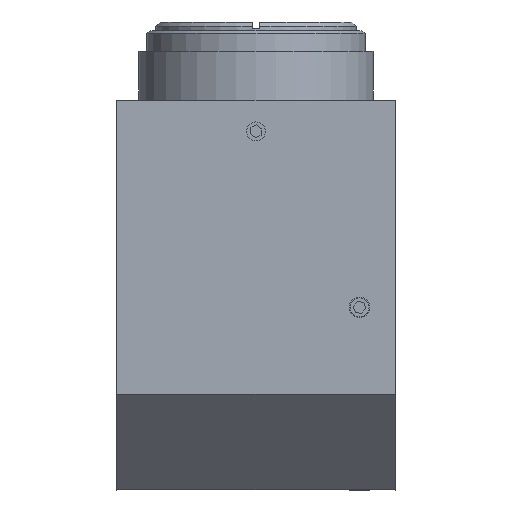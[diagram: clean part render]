
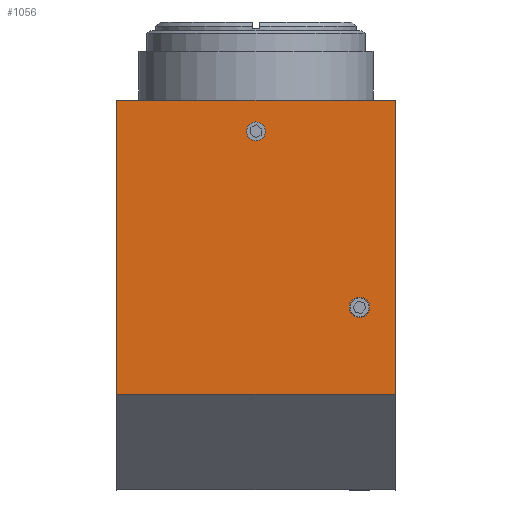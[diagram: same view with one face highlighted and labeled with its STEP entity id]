
A CAD part, left-side view. The second image highlights one B-rep face of the part: STEP entity #1056.
In plain terms, the highlighted planar face has unit normal (-1, 0, 0).
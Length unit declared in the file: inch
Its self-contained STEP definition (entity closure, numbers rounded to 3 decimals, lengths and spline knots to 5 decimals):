
#457=CARTESIAN_POINT('',(0.,0.625,1.6525));
#458=VERTEX_POINT('',#457);
#459=CARTESIAN_POINT('',(0.,0.625,1.61));
#460=DIRECTION('',(1.0,0.0,0.0));
#461=DIRECTION('',(0.0,0.0,1.0));
#462=AXIS2_PLACEMENT_3D('',#459,#460,#461);
#463=CIRCLE('',#462,0.0425);
#464=EDGE_CURVE('',#458,#458,#463,.T.);
#495=CARTESIAN_POINT('',(0.,0.16,0.7775));
#496=VERTEX_POINT('',#495);
#497=CARTESIAN_POINT('',(0.,0.16,0.82));
#498=DIRECTION('',(1.0,0.0,0.0));
#499=DIRECTION('',(0.0,0.0,1.0));
#500=AXIS2_PLACEMENT_3D('',#497,#498,#499);
#501=CIRCLE('',#500,0.0425);
#502=EDGE_CURVE('',#496,#496,#501,.T.);
#985=CARTESIAN_POINT('',(0.0,0.0,0.43));
#986=VERTEX_POINT('',#985);
#995=CARTESIAN_POINT('',(0.,1.25,0.43));
#996=VERTEX_POINT('',#995);
#997=CARTESIAN_POINT('',(0.,1.25,0.43));
#998=DIRECTION('',(0.0,-1.0,0.0));
#999=VECTOR('',#998,1.25);
#1000=LINE('',#997,#999);
#1001=EDGE_CURVE('',#996,#986,#1000,.T.);
#1020=CARTESIAN_POINT('',(0.0,0.0,0.0));
#1021=DIRECTION('',(-1.0,0.0,0.0));
#1022=DIRECTION('',(0.0,0.0,1.0));
#1023=AXIS2_PLACEMENT_3D('',#1020,#1021,#1022);
#1024=PLANE('',#1023);
#1025=ORIENTED_EDGE('',*,*,#1001,.T.);
#1026=CARTESIAN_POINT('',(0.0,0.0,1.75));
#1027=VERTEX_POINT('',#1026);
#1028=CARTESIAN_POINT('',(0.0,0.0,0.43));
#1029=DIRECTION('',(0.0,0.0,1.0));
#1030=VECTOR('',#1029,1.32);
#1031=LINE('',#1028,#1030);
#1032=EDGE_CURVE('',#986,#1027,#1031,.T.);
#1033=ORIENTED_EDGE('',*,*,#1032,.T.);
#1034=CARTESIAN_POINT('',(0.,1.25,1.75));
#1035=VERTEX_POINT('',#1034);
#1036=CARTESIAN_POINT('',(0.,0.0,1.75));
#1037=DIRECTION('',(0.0,1.0,0.0));
#1038=VECTOR('',#1037,1.25);
#1039=LINE('',#1036,#1038);
#1040=EDGE_CURVE('',#1027,#1035,#1039,.T.);
#1041=ORIENTED_EDGE('',*,*,#1040,.T.);
#1042=CARTESIAN_POINT('',(0.,1.25,0.43));
#1043=DIRECTION('',(0.0,0.0,1.0));
#1044=VECTOR('',#1043,1.32);
#1045=LINE('',#1042,#1044);
#1046=EDGE_CURVE('',#996,#1035,#1045,.T.);
#1047=ORIENTED_EDGE('',*,*,#1046,.F.);
#1048=EDGE_LOOP('',(#1025,#1033,#1041,#1047));
#1049=FACE_OUTER_BOUND('',#1048,.T.);
#1050=ORIENTED_EDGE('',*,*,#464,.T.);
#1051=EDGE_LOOP('',(#1050));
#1052=FACE_BOUND('',#1051,.T.);
#1053=ORIENTED_EDGE('',*,*,#502,.T.);
#1054=EDGE_LOOP('',(#1053));
#1055=FACE_BOUND('',#1054,.T.);
#1056=ADVANCED_FACE('',(#1049,#1052,#1055),#1024,.T.);
